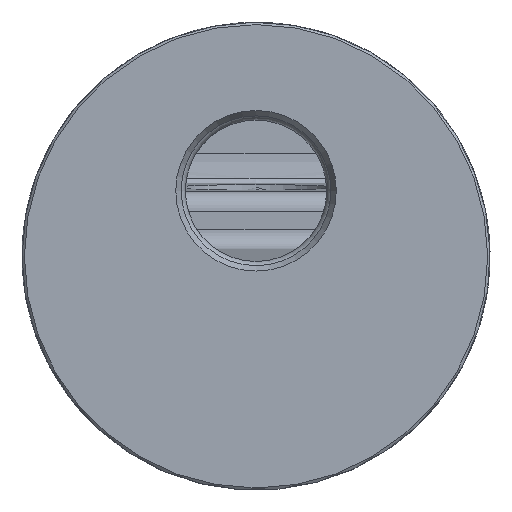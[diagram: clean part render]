
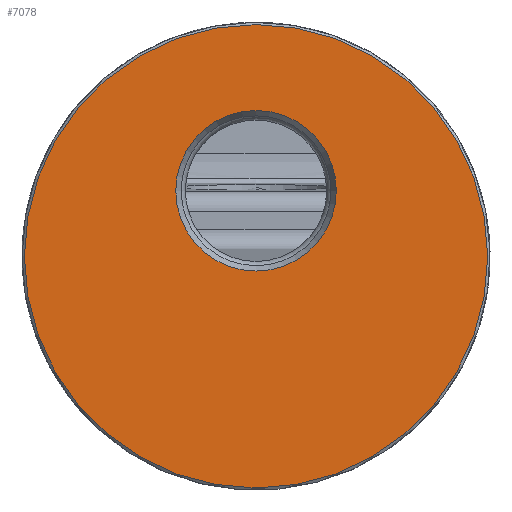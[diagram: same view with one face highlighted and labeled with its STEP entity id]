
A CAD part, left-side view. The second image highlights one B-rep face of the part: STEP entity #7078.
In plain terms, the highlighted planar face has unit normal (-1, 0, 0).
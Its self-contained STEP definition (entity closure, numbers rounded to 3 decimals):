
#170=FACE_BOUND('',#2508,.T.);
#326=PLANE('',#7658);
#2014=FACE_OUTER_BOUND('',#2507,.T.);
#2507=EDGE_LOOP('',(#5973));
#2508=EDGE_LOOP('',(#5974));
#2826=CIRCLE('',#7652,24.75);
#2829=CIRCLE('',#7659,8.577);
#3484=VERTEX_POINT('',#13991);
#3493=VERTEX_POINT('',#14035);
#4343=EDGE_CURVE('',#3484,#3484,#2826,.T.);
#4352=EDGE_CURVE('',#3493,#3493,#2829,.T.);
#5973=ORIENTED_EDGE('',*,*,#4343,.F.);
#5974=ORIENTED_EDGE('',*,*,#4352,.F.);
#7078=ADVANCED_FACE('',(#2014,#170),#326,.F.);
#7652=AXIS2_PLACEMENT_3D('',#13992,#8994,#8995);
#7658=AXIS2_PLACEMENT_3D('',#14034,#9006,#9007);
#7659=AXIS2_PLACEMENT_3D('',#14036,#9008,#9009);
#8994=DIRECTION('center_axis',(1.,0.,0.));
#8995=DIRECTION('ref_axis',(0.,-1.,0.));
#9006=DIRECTION('center_axis',(1.,0.,0.));
#9007=DIRECTION('ref_axis',(0.,0.,-1.));
#9008=DIRECTION('center_axis',(-1.,0.,0.));
#9009=DIRECTION('ref_axis',(0.,0.,-1.));
#13991=CARTESIAN_POINT('',(0.,24.75,0.));
#13992=CARTESIAN_POINT('Origin',(0.,0.,0.));
#14034=CARTESIAN_POINT('Origin',(0.,0.,
0.));
#14035=CARTESIAN_POINT('',(0.,0.,15.577));
#14036=CARTESIAN_POINT('Origin',(0.,0.,7.));
